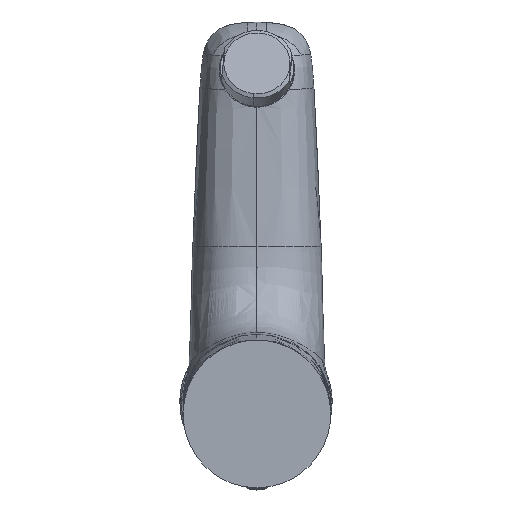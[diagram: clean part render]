
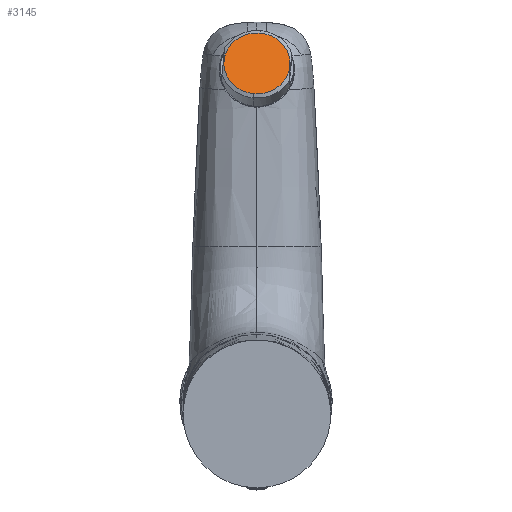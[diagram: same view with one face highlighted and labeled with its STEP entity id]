
A CAD part, front view. The second image highlights one B-rep face of the part: STEP entity #3145.
In plain terms, the highlighted planar face has unit normal (0, -0.92, 0.391).
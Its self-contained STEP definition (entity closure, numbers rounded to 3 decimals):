
#93 = CARTESIAN_POINT ( 'NONE',  ( -1.059, 89.586, 103.839 ) ) ;
#881 = CARTESIAN_POINT ( 'NONE',  ( 1.059, 97.985, 123.626 ) ) ;
#958 = AXIS2_PLACEMENT_3D ( 'NONE', #21438, #8514, #23617 ) ;
#1276 = CIRCLE ( 'NONE', #1879, 10.8 ) ;
#1879 = AXIS2_PLACEMENT_3D ( 'NONE', #19852, #6927, #22015 ) ;
#2326 = ORIENTED_EDGE ( 'NONE', *, *, #9836, .F. ) ;
#2816 = AXIS2_PLACEMENT_3D ( 'NONE', #8104, #23196, #10254 ) ;
#3145 = ADVANCED_FACE ( 'NONE', ( #9450 ), #5934, .T. ) ;
#3726 = VERTEX_POINT ( 'NONE', #881 ) ;
#5934 = PLANE ( 'NONE',  #2816 ) ;
#6927 = DIRECTION ( 'NONE',  ( 0., 0.921, -0.391 ) ) ;
#8104 = CARTESIAN_POINT ( 'NONE',  ( 10.748, 93.372, 112.758 ) ) ;
#8514 = DIRECTION ( 'NONE',  ( 0., 0.921, -0.391 ) ) ;
#9450 = FACE_OUTER_BOUND ( 'NONE', #23683, .T. ) ;
#9836 = EDGE_CURVE ( 'NONE', #3726, #15254, #1276, .T. ) ;
#10254 = DIRECTION ( 'NONE',  ( -0.098, -0.389, -0.916 ) ) ;
#10577 = ORIENTED_EDGE ( 'NONE', *, *, #23099, .F. ) ;
#12393 = CIRCLE ( 'NONE', #958, 10.8 ) ;
#15254 = VERTEX_POINT ( 'NONE', #93 ) ;
#19852 = CARTESIAN_POINT ( 'NONE',  ( 0., 93.785, 113.732 ) ) ;
#21438 = CARTESIAN_POINT ( 'NONE',  ( 0., 93.785, 113.732 ) ) ;
#22015 = DIRECTION ( 'NONE',  ( 0.098, 0.389, 0.916 ) ) ;
#23099 = EDGE_CURVE ( 'NONE', #15254, #3726, #12393, .T. ) ;
#23196 = DIRECTION ( 'NONE',  ( 0., -0.921, 0.391 ) ) ;
#23617 = DIRECTION ( 'NONE',  ( 0.098, 0.389, 0.916 ) ) ;
#23683 = EDGE_LOOP ( 'NONE', ( #2326, #10577 ) ) ;
